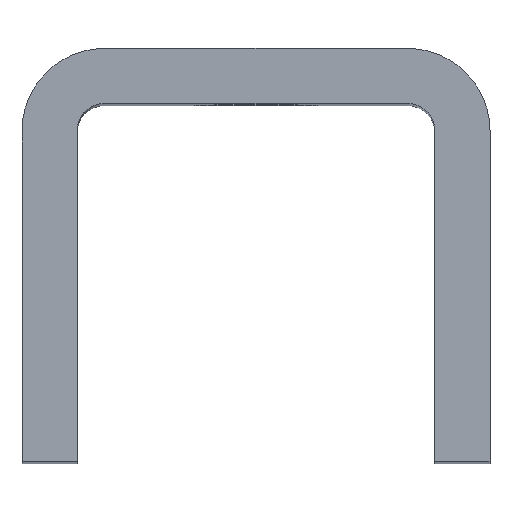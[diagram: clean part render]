
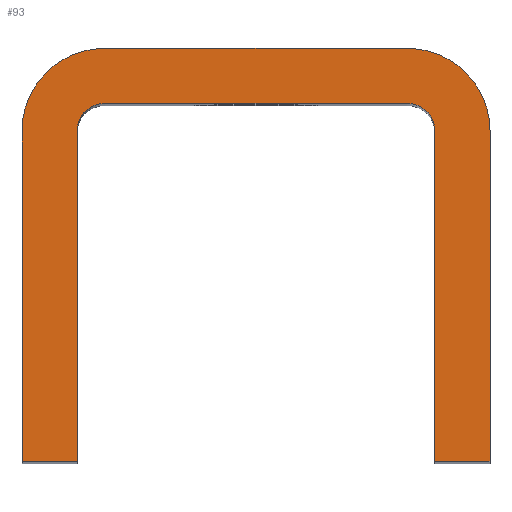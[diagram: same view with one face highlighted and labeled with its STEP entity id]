
A CAD part, top view. The second image highlights one B-rep face of the part: STEP entity #93.
In plain terms, the highlighted planar face has unit normal (0, 0, 1).
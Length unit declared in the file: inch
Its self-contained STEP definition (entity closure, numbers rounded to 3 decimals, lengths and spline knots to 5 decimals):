
#93=ADVANCED_FACE('',(#189),#190,.T.);
#189=FACE_OUTER_BOUND('',#371,.T.);
#190=PLANE('',#372);
#371=EDGE_LOOP('',(#565,#566,#567,#568,#569,#570,#571,#572,#573,#574,#575,#576));
#372=AXIS2_PLACEMENT_3D('',#577,#578,#579);
#565=ORIENTED_EDGE('',*,*,#700,.F.);
#566=ORIENTED_EDGE('',*,*,#628,.F.);
#567=ORIENTED_EDGE('',*,*,#698,.F.);
#568=ORIENTED_EDGE('',*,*,#623,.F.);
#569=ORIENTED_EDGE('',*,*,#653,.F.);
#570=ORIENTED_EDGE('',*,*,#701,.F.);
#571=ORIENTED_EDGE('',*,*,#702,.F.);
#572=ORIENTED_EDGE('',*,*,#684,.F.);
#573=ORIENTED_EDGE('',*,*,#612,.F.);
#574=ORIENTED_EDGE('',*,*,#703,.F.);
#575=ORIENTED_EDGE('',*,*,#694,.F.);
#576=ORIENTED_EDGE('',*,*,#633,.F.);
#577=CARTESIAN_POINT('',(0.53125,0.55356,2.93771));
#578=DIRECTION('',(0.,0.,1.0));
#579=DIRECTION('',(1.0,0.0,0.));
#612=EDGE_CURVE('',#711,#712,#713,.T.);
#623=EDGE_CURVE('',#730,#731,#732,.T.);
#628=EDGE_CURVE('',#739,#740,#741,.T.);
#633=EDGE_CURVE('',#748,#749,#750,.T.);
#653=EDGE_CURVE('',#784,#730,#785,.T.);
#684=EDGE_CURVE('',#712,#827,#828,.T.);
#694=EDGE_CURVE('',#749,#839,#840,.T.);
#698=EDGE_CURVE('',#731,#739,#844,.T.);
#700=EDGE_CURVE('',#740,#748,#846,.T.);
#701=EDGE_CURVE('',#847,#784,#848,.T.);
#702=EDGE_CURVE('',#827,#847,#849,.T.);
#703=EDGE_CURVE('',#839,#711,#850,.T.);
#711=VERTEX_POINT('',#858);
#712=VERTEX_POINT('',#859);
#713=LINE('',#860,#861);
#730=VERTEX_POINT('',#889);
#731=VERTEX_POINT('',#890);
#732=B_SPLINE_CURVE_WITH_KNOTS('',3,(#891,#892,#893,#894),.UNSPECIFIED.,.F.,.F.,(4,4),(0.0,1.0),.UNSPECIFIED.);
#739=VERTEX_POINT('',#906);
#740=VERTEX_POINT('',#907);
#741=LINE('',#908,#909);
#748=VERTEX_POINT('',#919);
#749=VERTEX_POINT('',#920);
#750=B_SPLINE_CURVE_WITH_KNOTS('',3,(#921,#922,#923,#924),.UNSPECIFIED.,.F.,.F.,(4,4),(0.0,1.0),.UNSPECIFIED.);
#784=VERTEX_POINT('',#1001);
#785=LINE('',#1002,#1003);
#827=VERTEX_POINT('',#1083);
#828=LINE('',#1084,#1085);
#839=VERTEX_POINT('',#1110);
#840=LINE('',#1111,#1112);
#844=LINE('',#1117,#1118);
#846=LINE('',#1120,#1121);
#847=VERTEX_POINT('',#1122);
#848=B_SPLINE_CURVE_WITH_KNOTS('',3,(#1123,#1124,#1125,#1126),.UNSPECIFIED.,.F.,.F.,(4,4),(0.0,1.0),.UNSPECIFIED.);
#849=LINE('',#1127,#1128);
#850=B_SPLINE_CURVE_WITH_KNOTS('',3,(#1129,#1130,#1131,#1132),.UNSPECIFIED.,.F.,.F.,(4,4),(0.0,1.0),.UNSPECIFIED.);
#858=CARTESIAN_POINT('',(0.12501,0.75021,2.93771));
#859=CARTESIAN_POINT('',(0.12501,0.00021,2.93771));
#860=CARTESIAN_POINT('',(0.12501,0.75021,2.93771));
#861=VECTOR('',#1140,1.0);
#889=CARTESIAN_POINT('',(0.875,0.93772,2.93771));
#890=CARTESIAN_POINT('',(1.0625,0.75021,2.93771));
#891=CARTESIAN_POINT('',(0.875,0.93772,2.93771));
#892=CARTESIAN_POINT('',(0.97854,0.93772,2.93771));
#893=CARTESIAN_POINT('',(1.0625,0.85378,2.93771));
#894=CARTESIAN_POINT('',(1.0625,0.75021,2.93771));
#906=CARTESIAN_POINT('',(1.0625,0.00021,2.93771));
#907=CARTESIAN_POINT('',(0.93751,0.00021,2.93771));
#908=CARTESIAN_POINT('',(1.0625,0.00021,2.93771));
#909=VECTOR('',#1148,1.0);
#919=CARTESIAN_POINT('',(0.93751,0.75021,2.93771));
#920=CARTESIAN_POINT('',(0.875,0.81271,2.93771));
#921=CARTESIAN_POINT('',(0.93751,0.75021,2.93771));
#922=CARTESIAN_POINT('',(0.93751,0.78473,2.93771));
#923=CARTESIAN_POINT('',(0.90952,0.81271,2.93771));
#924=CARTESIAN_POINT('',(0.875,0.81271,2.93771));
#1001=CARTESIAN_POINT('',(0.1875,0.93772,2.93771));
#1002=CARTESIAN_POINT('',(0.1875,0.93772,2.93771));
#1003=VECTOR('',#1156,1.0);
#1083=CARTESIAN_POINT('',(0.,0.00021,2.93771));
#1084=CARTESIAN_POINT('',(0.12501,0.00021,2.93771));
#1085=VECTOR('',#1171,1.0);
#1110=CARTESIAN_POINT('',(0.1875,0.81271,2.93771));
#1111=CARTESIAN_POINT('',(0.875,0.81271,2.93771));
#1112=VECTOR('',#1174,1.0);
#1117=CARTESIAN_POINT('',(1.0625,0.75021,2.93771));
#1118=VECTOR('',#1176,1.0);
#1120=CARTESIAN_POINT('',(0.93751,0.00021,2.93771));
#1121=VECTOR('',#1177,1.0);
#1122=CARTESIAN_POINT('',(0.,0.75021,2.93771));
#1123=CARTESIAN_POINT('',(0.,0.75021,2.93771));
#1124=CARTESIAN_POINT('',(0.,0.85378,2.93771));
#1125=CARTESIAN_POINT('',(0.08394,0.93772,2.93771));
#1126=CARTESIAN_POINT('',(0.1875,0.93772,2.93771));
#1127=CARTESIAN_POINT('',(0.,0.00021,2.93771));
#1128=VECTOR('',#1178,1.0);
#1129=CARTESIAN_POINT('',(0.1875,0.81271,2.93771));
#1130=CARTESIAN_POINT('',(0.15299,0.81271,2.93771));
#1131=CARTESIAN_POINT('',(0.12501,0.78473,2.93771));
#1132=CARTESIAN_POINT('',(0.12501,0.75021,2.93771));
#1140=DIRECTION('',(0.0,-1.0,0.0));
#1148=DIRECTION('',(-1.0,0.0,0.0));
#1156=DIRECTION('',(1.0,0.0,0.0));
#1171=DIRECTION('',(-1.0,0.0,0.0));
#1174=DIRECTION('',(-1.0,0.0,0.0));
#1176=DIRECTION('',(0.0,-1.0,0.0));
#1177=DIRECTION('',(0.0,1.0,0.0));
#1178=DIRECTION('',(0.0,1.0,0.0));
